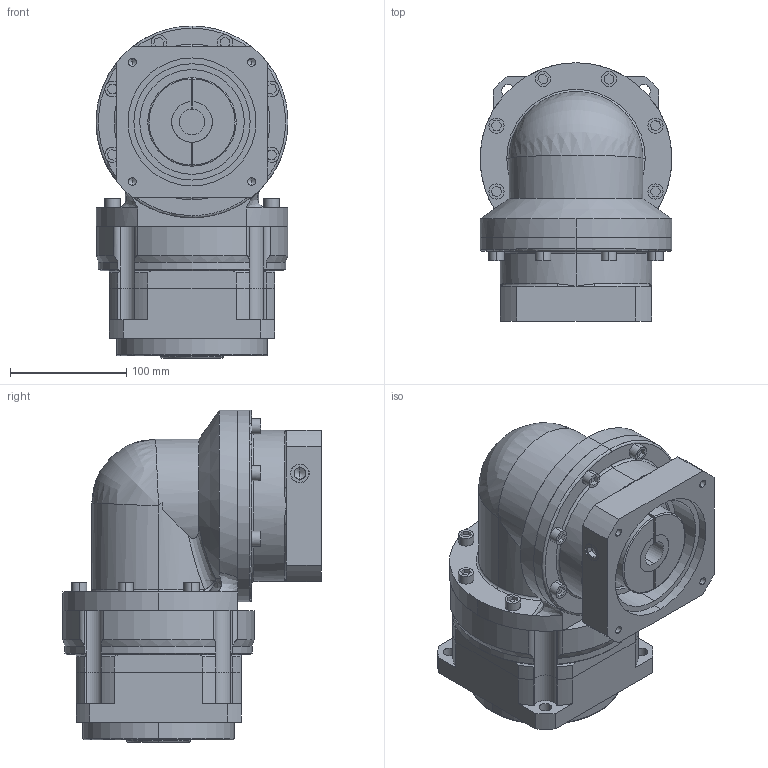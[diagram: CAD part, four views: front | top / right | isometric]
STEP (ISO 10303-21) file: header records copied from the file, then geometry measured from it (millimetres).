
FILE_DESCRIPTION (( 'STEP AP214' ), '1' );
FILE_NAME ('VGZK142单级模型（22-55 110-5 4-9-145） 轴套.STEP', '2019-02-18T07:17:18', ( 'Windows' ), ( 'Microsoft' ), 'SwSTEP 2.0', 'SolidWorks 2016', '' );
FILE_SCHEMA (( 'AUTOMOTIVE_DESIGN' ));
Length unit declared in the file: millimetre
Products named in the file (3): VGZE160转角部分（22-55 110-5 4-9-145） 轴套; VGK142等撰怀堤窒煦; VGZK142单级模型（22-55 110-5 4-9-145） 轴套
Assembly tree (2 placements, depth 2):
  VGZK142单级模型（22-55 110-5 4-9-145） 轴套
    VGK142等撰怀堤窒煦
    VGZE160转角部分（22-55 110-5 4-9-145） 轴套
Bounding box: 165 x 222.5 x 285.5 mm (x, y, z)
Volume: 4910663.1 mm3; surface area: 389982.7 mm2
Topology: 5 solids, 5 shells, 537 faces, 1336 edges, 853 vertices
Faces by surface type: plane 267, cylinder 203, cone 31, bspline 19, torus 17
Entity records: 18248 total; most frequent: CARTESIAN_POINT 4344, DIRECTION 2770, ORIENTED_EDGE 2624, EDGE_CURVE 1312, AXIS2_PLACEMENT_3D 1015, VERTEX_POINT 853, VECTOR 740, LINE 740
